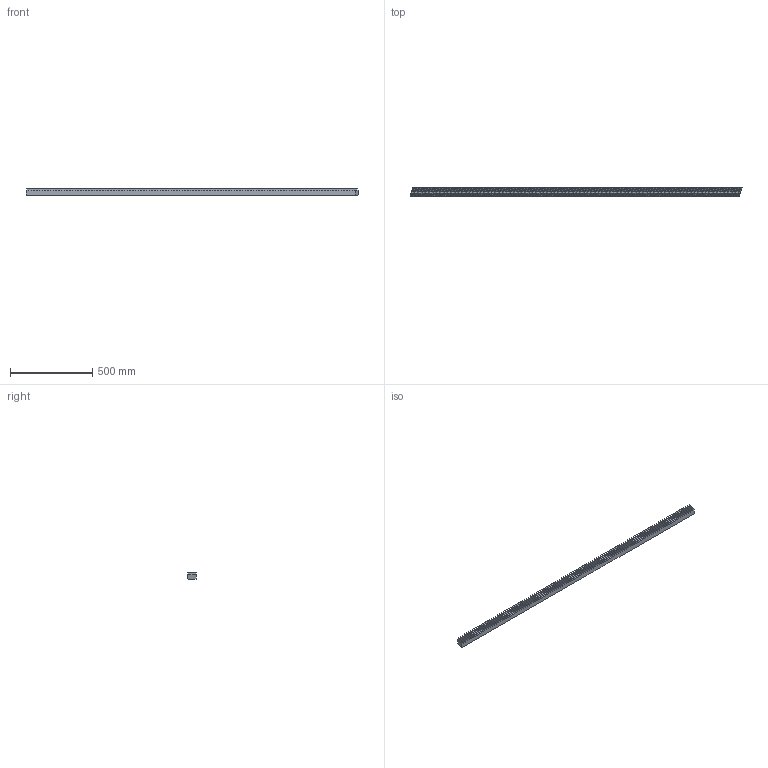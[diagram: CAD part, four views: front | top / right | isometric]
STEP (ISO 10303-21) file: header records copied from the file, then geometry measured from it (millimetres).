
FILE_DESCRIPTION(('STEP AP214'),'1');
FILE_NAME('145-050-120.stp','2017-10-10T14:08:40',('TraceParts'),('TraceParts S.A.'),'Spatial InterOp 3D',' ',' ');
FILE_SCHEMA(('automotive_design'));
Length unit declared in the file: millimetre
Products named in the file (1): 145-050-120
Bounding box: 2016.87 x 50 x 39.7 mm (x, y, z)
Volume: 3434854.1 mm3; surface area: 438437.2 mm2
Topology: 1 solids, 1 shells, 487 faces, 1455 edges, 970 vertices
Faces by surface type: plane 487
Entity records: 19950 total; most frequent: CARTESIAN_POINT 2913, ORIENTED_EDGE 2910, DIRECTION 2431, EDGE_CURVE 1455, LINE 1455, VECTOR 1455, VERTEX_POINT 970, STYLED_ITEM 488
